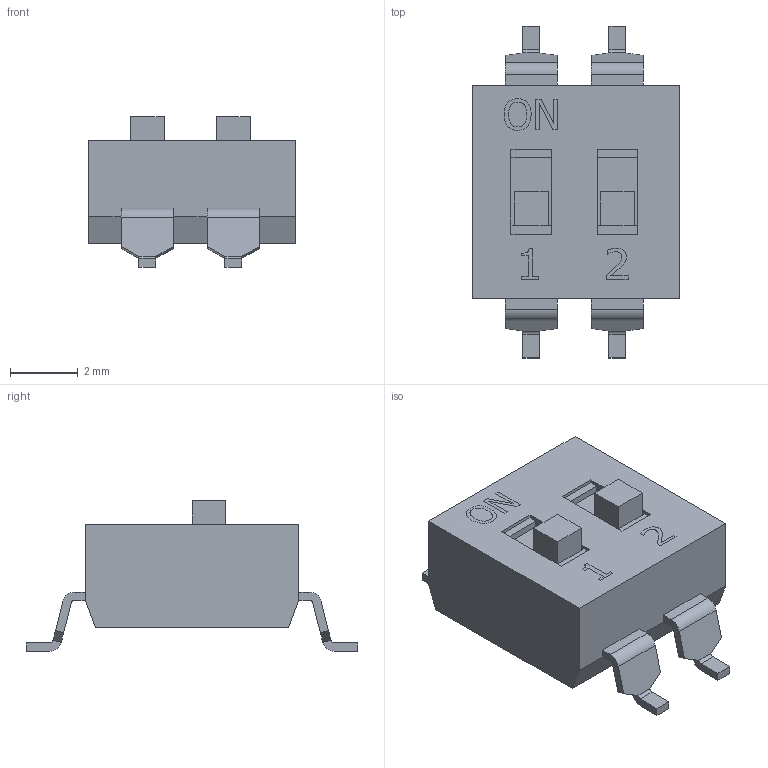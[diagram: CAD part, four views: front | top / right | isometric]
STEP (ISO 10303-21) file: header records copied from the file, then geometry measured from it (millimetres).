
FILE_DESCRIPTION(/* description */ (''),/* implementation_level */ '2;1');
FILE_NAME(/* name */ 'KAE02LGGx v2.step',/* time_stamp */ '2018-12-31T17:07:23+11:00',/* author */ ('jonno.tathra'),/* organization */ (''),/* preprocessor_version */ 'ST-DEVELOPER v17.2',/* originating_system */ 'Autodesk Translation Framework v7.6.0.251',/* authorisation */ '');
FILE_SCHEMA (('AUTOMOTIVE_DESIGN { 1 0 10303 214 3 1 1 }'));
Length unit declared in the file: millimetre
Products named in the file (1): KAE02LGGx
Bounding box: 6.12 x 9.8 x 4.45 mm (x, y, z)
Volume: 119.7 mm3; surface area: 190.9 mm2
Topology: 1 solids, 1 shells, 111 faces, 330 edges, 228 vertices
Faces by surface type: plane 95, cylinder 16
Entity records: 3896 total; most frequent: CARTESIAN_POINT 769, ORIENTED_EDGE 660, DIRECTION 562, EDGE_CURVE 330, LINE 272, VECTOR 272, VERTEX_POINT 228, AXIS2_PLACEMENT_3D 145
